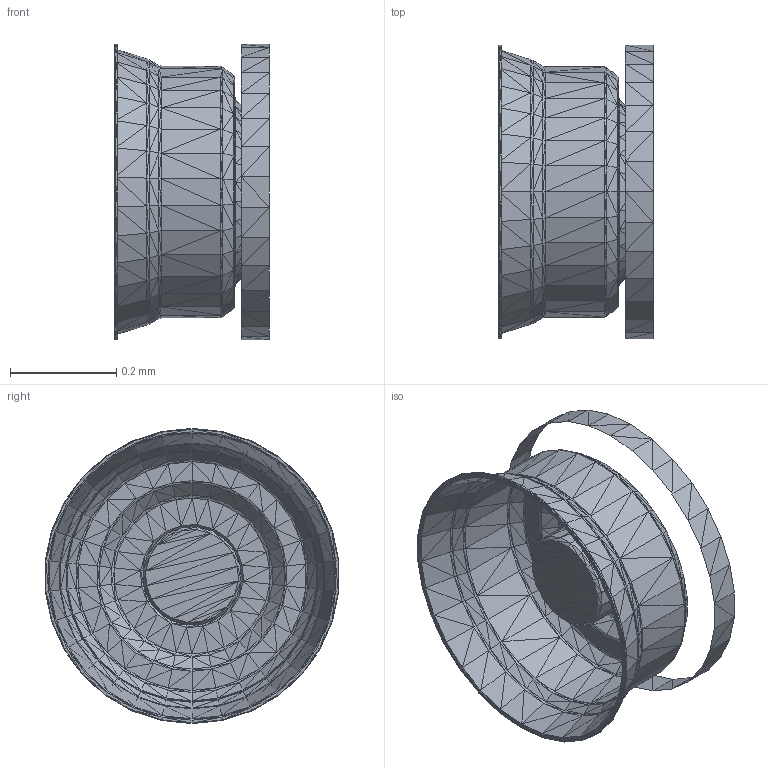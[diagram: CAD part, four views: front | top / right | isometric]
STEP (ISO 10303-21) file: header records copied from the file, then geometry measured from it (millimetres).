
FILE_DESCRIPTION (( 'STEP AP203' ), '1' );
FILE_NAME ('Wheels WheelR_Default_sldprt.STEP', '2019-12-12T21:41:34', ( '' ), ( '' ), 'SwSTEP 2.0', 'SolidWorks 2017', '' );
FILE_SCHEMA (( 'CONFIG_CONTROL_DESIGN' ));
Length unit declared in the file: millimetre
Products named in the file (1): Wheels WheelR_Default_sldprt
Bounding box: 0.29 x 0.55 x 0.56 mm (x, y, z)
Surface area: 0.7 mm2 (no closed solid volume)
Topology: 0 solids, 2 shells, 1208 faces, 1857 edges, 650 vertices
Faces by surface type: plane 1208
Entity records: 23959 total; most frequent: DIRECTION 4275, CARTESIAN_POINT 3716, ORIENTED_EDGE 3624, EDGE_CURVE 1857, LINE 1857, VECTOR 1857, AXIS2_PLACEMENT_3D 1209, PLANE 1208
